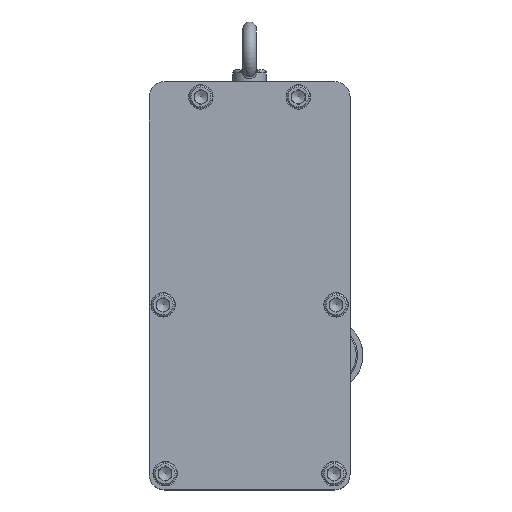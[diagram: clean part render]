
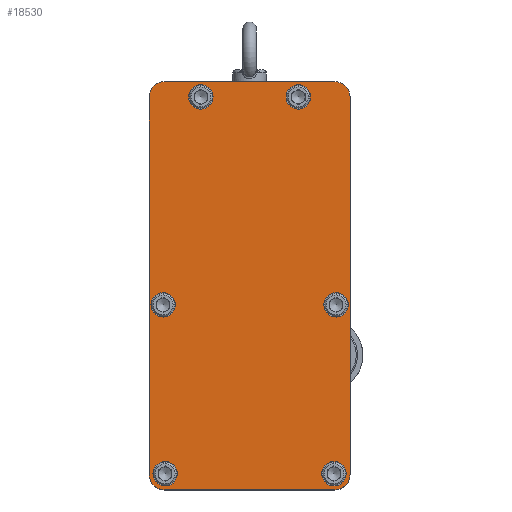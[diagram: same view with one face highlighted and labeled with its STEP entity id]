
A CAD part, top view. The second image highlights one B-rep face of the part: STEP entity #18530.
In plain terms, the highlighted planar face has unit normal (0, 0, 1).
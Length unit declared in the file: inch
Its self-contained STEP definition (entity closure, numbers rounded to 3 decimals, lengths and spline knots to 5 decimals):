
#51 = LINE ( 'NONE', #23805, #17446 ) ;
#181 = EDGE_LOOP ( 'NONE', ( #11350 ) ) ;
#1230 = DIRECTION ( 'NONE',  ( 1., 0., 0. ) ) ;
#1272 = CARTESIAN_POINT ( 'NONE',  ( 2.5, 12., 13.0087 ) ) ;
#1280 = CARTESIAN_POINT ( 'NONE',  ( 4.125, 12.625, 13.0087 ) ) ;
#1358 = EDGE_LOOP ( 'NONE', ( #15010 ) ) ;
#1696 = LINE ( 'NONE', #37427, #27729 ) ;
#1810 = CARTESIAN_POINT ( 'NONE',  ( 3.5, 12.625, 13.0087 ) ) ;
#2073 = ORIENTED_EDGE ( 'NONE', *, *, #26745, .F. ) ;
#2526 = DIRECTION ( 'NONE',  ( 0., 0., 1. ) ) ;
#2558 = DIRECTION ( 'NONE',  ( 1., 0., 0. ) ) ;
#2915 = VERTEX_POINT ( 'NONE', #31726 ) ;
#3520 = DIRECTION ( 'NONE',  ( 0., -1., 0. ) ) ;
#3675 = CARTESIAN_POINT ( 'NONE',  ( 4.125, 12., 13.0087 ) ) ;
#3816 = AXIS2_PLACEMENT_3D ( 'NONE', #11615, #2526, #5410 ) ;
#3860 = DIRECTION ( 'NONE',  ( -1., 0., 0. ) ) ;
#4032 = DIRECTION ( 'NONE',  ( 0., 0., 1. ) ) ;
#4184 = DIRECTION ( 'NONE',  ( 1., 0., 0. ) ) ;
#4485 = DIRECTION ( 'NONE',  ( -1., 0., 0. ) ) ;
#4938 = VERTEX_POINT ( 'NONE', #35658 ) ;
#5296 = CARTESIAN_POINT ( 'NONE',  ( -1.5, 12., 13.0087 ) ) ;
#5410 = DIRECTION ( 'NONE',  ( -1., 0., 0. ) ) ;
#5827 = EDGE_CURVE ( 'NONE', #15291, #15291, #10159, .T. ) ;
#6039 = VERTEX_POINT ( 'NONE', #18300 ) ;
#6278 = DIRECTION ( 'NONE',  ( 0., 0., 1. ) ) ;
#6426 = VERTEX_POINT ( 'NONE', #25735 ) ;
#7431 = ORIENTED_EDGE ( 'NONE', *, *, #24560, .T. ) ;
#8060 = DIRECTION ( 'NONE',  ( -1., 0., 0. ) ) ;
#8676 = CARTESIAN_POINT ( 'NONE',  ( -2.96482, -3.46482, 13.0087 ) ) ;
#9212 = AXIS2_PLACEMENT_3D ( 'NONE', #18994, #27861, #1230 ) ;
#9294 = ORIENTED_EDGE ( 'NONE', *, *, #16434, .F. ) ;
#9871 = CARTESIAN_POINT ( 'NONE',  ( 3.5, 12., 13.0087 ) ) ;
#10159 = CIRCLE ( 'NONE', #13888, 0.5 ) ;
#11350 = ORIENTED_EDGE ( 'NONE', *, *, #16065, .F. ) ;
#11615 = CARTESIAN_POINT ( 'NONE',  ( -3.5, -3.5, 13.0087 ) ) ;
#11976 = AXIS2_PLACEMENT_3D ( 'NONE', #9871, #30337, #3860 ) ;
#13549 = CIRCLE ( 'NONE', #26486, 0.625 ) ;
#13888 = AXIS2_PLACEMENT_3D ( 'NONE', #31827, #20219, #26396 ) ;
#14193 = CARTESIAN_POINT ( 'NONE',  ( 4.05, 3.46482, 13.0087 ) ) ;
#14478 = ORIENTED_EDGE ( 'NONE', *, *, #29263, .F. ) ;
#15010 = ORIENTED_EDGE ( 'NONE', *, *, #35358, .F. ) ;
#15164 = EDGE_CURVE ( 'NONE', #6039, #29168, #13549, .T. ) ;
#15291 = VERTEX_POINT ( 'NONE', #30163 ) ;
#15531 = FACE_BOUND ( 'NONE', #20874, .T. ) ;
#15600 = CIRCLE ( 'NONE', #32856, 0.5 ) ;
#15605 = DIRECTION ( 'NONE',  ( 0., 0., 1. ) ) ;
#15647 = ORIENTED_EDGE ( 'NONE', *, *, #24404, .F. ) ;
#15735 = FACE_BOUND ( 'NONE', #1358, .T. ) ;
#15803 = ORIENTED_EDGE ( 'NONE', *, *, #32371, .T. ) ;
#16049 = AXIS2_PLACEMENT_3D ( 'NONE', #20131, #32113, #2558 ) ;
#16065 = EDGE_CURVE ( 'NONE', #37837, #37837, #32002, .T. ) ;
#16359 = DIRECTION ( 'NONE',  ( 0., 0., 1. ) ) ;
#16387 = VERTEX_POINT ( 'NONE', #21593 ) ;
#16434 = EDGE_CURVE ( 'NONE', #6039, #4938, #1696, .T. ) ;
#16687 = ORIENTED_EDGE ( 'NONE', *, *, #34731, .T. ) ;
#17446 = VECTOR ( 'NONE', #3520, 39.37008 ) ;
#17813 = AXIS2_PLACEMENT_3D ( 'NONE', #33359, #16359, #4184 ) ;
#17906 = CIRCLE ( 'NONE', #16049, 0.5 ) ;
#18070 = DIRECTION ( 'NONE',  ( -1., 0., 0. ) ) ;
#18300 = CARTESIAN_POINT ( 'NONE',  ( 3.5, -4.125, 13.0087 ) ) ;
#18440 = FACE_BOUND ( 'NONE', #181, .T. ) ;
#18515 = CARTESIAN_POINT ( 'NONE',  ( 3.5, -3.5, 13.0087 ) ) ;
#18530 = ADVANCED_FACE ( 'NONE', ( #18440, #18621, #30406, #15735, #24598, #15531, #24773 ), #36582, .F. ) ;
#18602 = VERTEX_POINT ( 'NONE', #1810 ) ;
#18621 = FACE_BOUND ( 'NONE', #23525, .T. ) ;
#18817 = VERTEX_POINT ( 'NONE', #30597 ) ;
#18845 = CARTESIAN_POINT ( 'NONE',  ( -4.125, 12.625, 13.0087 ) ) ;
#18994 = CARTESIAN_POINT ( 'NONE',  ( -3.46482, -3.46482, 13.0087 ) ) ;
#19009 = ORIENTED_EDGE ( 'NONE', *, *, #25869, .F. ) ;
#19090 = AXIS2_PLACEMENT_3D ( 'NONE', #25158, #31734, #4485 ) ;
#20095 = ORIENTED_EDGE ( 'NONE', *, *, #30254, .F. ) ;
#20131 = CARTESIAN_POINT ( 'NONE',  ( 2., 12., 13.0087 ) ) ;
#20219 = DIRECTION ( 'NONE',  ( 0., 0., 1. ) ) ;
#20874 = EDGE_LOOP ( 'NONE', ( #2073 ) ) ;
#20892 = CIRCLE ( 'NONE', #28305, 0.625 ) ;
#21593 = CARTESIAN_POINT ( 'NONE',  ( -4.125, 12., 13.0087 ) ) ;
#21714 = LINE ( 'NONE', #18845, #26766 ) ;
#22284 = DIRECTION ( 'NONE',  ( 0., 0., 1. ) ) ;
#22297 = EDGE_CURVE ( 'NONE', #27204, #27204, #17906, .T. ) ;
#23100 = EDGE_LOOP ( 'NONE', ( #20095, #16687, #9294, #33323, #14478, #15803, #19009, #7431 ) ) ;
#23525 = EDGE_LOOP ( 'NONE', ( #15647 ) ) ;
#23805 = CARTESIAN_POINT ( 'NONE',  ( 4.125, 12.625, 13.0087 ) ) ;
#24404 = EDGE_CURVE ( 'NONE', #28109, #28109, #34457, .T. ) ;
#24560 = EDGE_CURVE ( 'NONE', #2915, #16387, #20892, .T. ) ;
#24584 = VECTOR ( 'NONE', #32766, 39.37008 ) ;
#24598 = FACE_BOUND ( 'NONE', #26960, .T. ) ;
#24773 = FACE_OUTER_BOUND ( 'NONE', #23100, .T. ) ;
#25064 = CARTESIAN_POINT ( 'NONE',  ( 3.55, 3.46482, 13.0087 ) ) ;
#25158 = CARTESIAN_POINT ( 'NONE',  ( 0., 0., 13.0087 ) ) ;
#25735 = CARTESIAN_POINT ( 'NONE',  ( -4.125, -3.5, 13.0087 ) ) ;
#25869 = EDGE_CURVE ( 'NONE', #2915, #18602, #26980, .T. ) ;
#26118 = CARTESIAN_POINT ( 'NONE',  ( 4.125, -3.5, 13.0087 ) ) ;
#26396 = DIRECTION ( 'NONE',  ( 1., 0., 0. ) ) ;
#26486 = AXIS2_PLACEMENT_3D ( 'NONE', #18515, #15605, #27388 ) ;
#26745 = EDGE_CURVE ( 'NONE', #34648, #34648, #32187, .T. ) ;
#26766 = VECTOR ( 'NONE', #30624, 39.37008 ) ;
#26960 = EDGE_LOOP ( 'NONE', ( #34310 ) ) ;
#26980 = LINE ( 'NONE', #1280, #24584 ) ;
#27204 = VERTEX_POINT ( 'NONE', #1272 ) ;
#27388 = DIRECTION ( 'NONE',  ( -1., 0., 0. ) ) ;
#27600 = DIRECTION ( 'NONE',  ( 1., 0., 0. ) ) ;
#27729 = VECTOR ( 'NONE', #8060, 39.37008 ) ;
#27861 = DIRECTION ( 'NONE',  ( 0., 0., 1. ) ) ;
#28109 = VERTEX_POINT ( 'NONE', #5296 ) ;
#28305 = AXIS2_PLACEMENT_3D ( 'NONE', #32751, #6278, #18070 ) ;
#29168 = VERTEX_POINT ( 'NONE', #26118 ) ;
#29263 = EDGE_CURVE ( 'NONE', #34900, #29168, #51, .T. ) ;
#30163 = CARTESIAN_POINT ( 'NONE',  ( 3.96482, -3.46482, 13.0087 ) ) ;
#30254 = EDGE_CURVE ( 'NONE', #6426, #16387, #21714, .T. ) ;
#30337 = DIRECTION ( 'NONE',  ( 0., 0., 1. ) ) ;
#30406 = FACE_BOUND ( 'NONE', #37216, .T. ) ;
#30597 = CARTESIAN_POINT ( 'NONE',  ( -3.05, 3.46482, 13.0087 ) ) ;
#30624 = DIRECTION ( 'NONE',  ( 0., 1., 0. ) ) ;
#30946 = CIRCLE ( 'NONE', #3816, 0.625 ) ;
#31543 = CARTESIAN_POINT ( 'NONE',  ( -3.55, 3.46482, 13.0087 ) ) ;
#31726 = CARTESIAN_POINT ( 'NONE',  ( -3.5, 12.625, 13.0087 ) ) ;
#31734 = DIRECTION ( 'NONE',  ( 0., 0., -1. ) ) ;
#31827 = CARTESIAN_POINT ( 'NONE',  ( 3.46482, -3.46482, 13.0087 ) ) ;
#32002 = CIRCLE ( 'NONE', #9212, 0.5 ) ;
#32113 = DIRECTION ( 'NONE',  ( 0., 0., 1. ) ) ;
#32187 = CIRCLE ( 'NONE', #36504, 0.5 ) ;
#32371 = EDGE_CURVE ( 'NONE', #34900, #18602, #36044, .T. ) ;
#32751 = CARTESIAN_POINT ( 'NONE',  ( -3.5, 12., 13.0087 ) ) ;
#32766 = DIRECTION ( 'NONE',  ( 1., 0., 0. ) ) ;
#32856 = AXIS2_PLACEMENT_3D ( 'NONE', #31543, #22284, #37163 ) ;
#33323 = ORIENTED_EDGE ( 'NONE', *, *, #15164, .T. ) ;
#33359 = CARTESIAN_POINT ( 'NONE',  ( -2., 12., 13.0087 ) ) ;
#34310 = ORIENTED_EDGE ( 'NONE', *, *, #5827, .F. ) ;
#34457 = CIRCLE ( 'NONE', #17813, 0.5 ) ;
#34648 = VERTEX_POINT ( 'NONE', #14193 ) ;
#34731 = EDGE_CURVE ( 'NONE', #6426, #4938, #30946, .T. ) ;
#34900 = VERTEX_POINT ( 'NONE', #3675 ) ;
#35358 = EDGE_CURVE ( 'NONE', #18817, #18817, #15600, .T. ) ;
#35658 = CARTESIAN_POINT ( 'NONE',  ( -3.5, -4.125, 13.0087 ) ) ;
#35792 = ORIENTED_EDGE ( 'NONE', *, *, #22297, .F. ) ;
#36044 = CIRCLE ( 'NONE', #11976, 0.625 ) ;
#36504 = AXIS2_PLACEMENT_3D ( 'NONE', #25064, #4032, #27600 ) ;
#36582 = PLANE ( 'NONE',  #19090 ) ;
#37163 = DIRECTION ( 'NONE',  ( 1., 0., 0. ) ) ;
#37216 = EDGE_LOOP ( 'NONE', ( #35792 ) ) ;
#37427 = CARTESIAN_POINT ( 'NONE',  ( 4.125, -4.125, 13.0087 ) ) ;
#37837 = VERTEX_POINT ( 'NONE', #8676 ) ;
